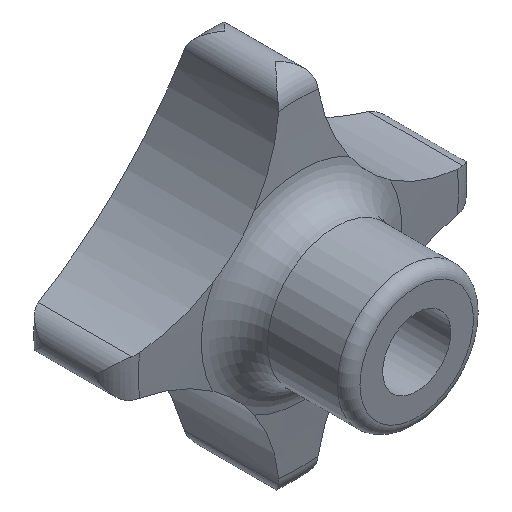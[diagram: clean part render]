
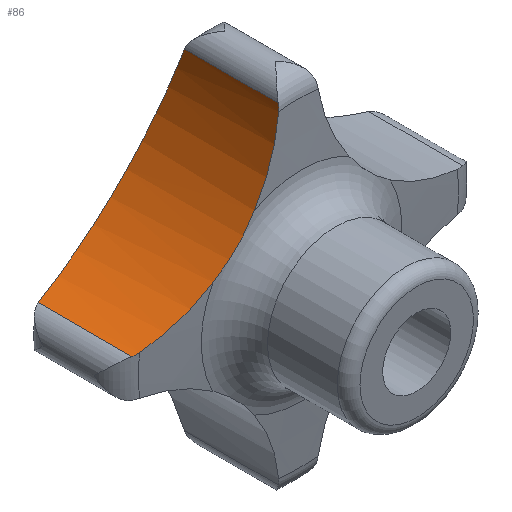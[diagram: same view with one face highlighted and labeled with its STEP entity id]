
A CAD part, isometric view. The second image highlights one B-rep face of the part: STEP entity #86.
In plain terms, the highlighted cylindrical face has radius 14.4 mm (diameter 28.8 mm), a partial arc.
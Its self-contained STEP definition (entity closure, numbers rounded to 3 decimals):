
#86 = ADVANCED_FACE( '', ( #176 ), #177, .F. );
#176 = FACE_OUTER_BOUND( '', #267, .T. );
#177 = CYLINDRICAL_SURFACE( '', #268, 14.4 );
#267 = EDGE_LOOP( '', ( #467, #468, #469, #470, #471, #472, #473, #474, #475, #476 ) );
#268 = AXIS2_PLACEMENT_3D( '', #477, #478, #479 );
#467 = ORIENTED_EDGE( '', *, *, #632, .T. );
#468 = ORIENTED_EDGE( '', *, *, #612, .F. );
#469 = ORIENTED_EDGE( '', *, *, #601, .T. );
#470 = ORIENTED_EDGE( '', *, *, #633, .T. );
#471 = ORIENTED_EDGE( '', *, *, #621, .T. );
#472 = ORIENTED_EDGE( '', *, *, #590, .F. );
#473 = ORIENTED_EDGE( '', *, *, #634, .F. );
#474 = ORIENTED_EDGE( '', *, *, #575, .F. );
#475 = ORIENTED_EDGE( '', *, *, #605, .F. );
#476 = ORIENTED_EDGE( '', *, *, #564, .F. );
#477 = CARTESIAN_POINT( '', ( -16., 22., 16. ) );
#478 = DIRECTION( '', ( 0., 1., 0. ) );
#479 = DIRECTION( '', ( 0., 0., -1. ) );
#564 = EDGE_CURVE( '', #678, #674, #680, .T. );
#575 = EDGE_CURVE( '', #698, #700, #701, .T. );
#590 = EDGE_CURVE( '', #724, #718, #726, .T. );
#601 = EDGE_CURVE( '', #742, #740, #743, .T. );
#605 = EDGE_CURVE( '', #674, #698, #748, .T. );
#612 = EDGE_CURVE( '', #742, #756, #757, .T. );
#621 = EDGE_CURVE( '', #769, #718, #770, .T. );
#632 = EDGE_CURVE( '', #678, #756, #783, .T. );
#633 = EDGE_CURVE( '', #740, #769, #784, .T. );
#634 = EDGE_CURVE( '', #700, #724, #785, .T. );
#674 = VERTEX_POINT( '', #902 );
#678 = VERTEX_POINT( '', #919 );
#680 = B_SPLINE_CURVE_WITH_KNOTS( '', 3, ( #934, #935, #936, #937 ), .UNSPECIFIED., .F., .F., ( 4, 4 ), ( 0., 0. ), .UNSPECIFIED. );
#698 = VERTEX_POINT( '', #1003 );
#700 = VERTEX_POINT( '', #1005 );
#701 = B_SPLINE_CURVE_WITH_KNOTS( '', 3, ( #1006, #1007, #1008, #1009 ), .UNSPECIFIED., .F., .F., ( 4, 4 ), ( 0.001, 0.001 ), .UNSPECIFIED. );
#718 = VERTEX_POINT( '', #1068 );
#724 = VERTEX_POINT( '', #1090 );
#726 = B_SPLINE_CURVE_WITH_KNOTS( '', 3, ( #1105, #1106, #1107, #1108 ), .UNSPECIFIED., .F., .F., ( 4, 4 ), ( 0., 0.001 ), .UNSPECIFIED. );
#740 = VERTEX_POINT( '', #1171 );
#742 = VERTEX_POINT( '', #1173 );
#743 = B_SPLINE_CURVE_WITH_KNOTS( '', 3, ( #1174, #1175, #1176, #1177, #1178, #1179, #1180, #1181 ), .UNSPECIFIED., .F., .F., ( 4, 2, 2, 4 ), ( 0., 0.003, 0.005, 0.007 ), .UNSPECIFIED. );
#748 = B_SPLINE_CURVE_WITH_KNOTS( '', 3, ( #1186, #1187, #1188, #1189, #1190, #1191, #1192, #1193, #1194, #1195, #1196, #1197, #1198, #1199, #1200, #1201, #1202, #1203, #1204, #1205, #1206, #1207, #1208, #1209, #1210, #1211 ), .UNSPECIFIED., .F., .F., ( 4, 2, 2, 2, 2, 2, 2, 2, 2, 2, 2, 2, 4 ), ( 0., 0.002, 0.004, 0.005, 0.007, 0.009, 0.01, 0.012, 0.014, 0.015, 0.017, 0.019, 0.02 ), .UNSPECIFIED. );
#756 = VERTEX_POINT( '', #1257 );
#757 = B_SPLINE_CURVE_WITH_KNOTS( '', 3, ( #1258, #1259, #1260, #1261 ), .UNSPECIFIED., .F., .F., ( 4, 4 ), ( 0., 0.001 ), .UNSPECIFIED. );
#769 = VERTEX_POINT( '', #1319 );
#770 = B_SPLINE_CURVE_WITH_KNOTS( '', 3, ( #1320, #1321, #1322, #1323, #1324, #1325, #1326, #1327 ), .UNSPECIFIED., .F., .F., ( 4, 2, 2, 4 ), ( 0., 0.003, 0.005, 0.007 ), .UNSPECIFIED. );
#783 = LINE( '', #1380, #1381 );
#784 = B_SPLINE_CURVE_WITH_KNOTS( '', 3, ( #1382, #1383, #1384, #1385, #1386, #1387, #1388, #1389, #1390, #1391 ), .UNSPECIFIED., .F., .F., ( 4, 2, 2, 2, 4 ), ( 0., 0.001, 0.003, 0.004, 0.005 ), .UNSPECIFIED. );
#785 = LINE( '', #1392, #1393 );
#902 = CARTESIAN_POINT( '', ( -14.486, 18.826, 1.68 ) );
#919 = CARTESIAN_POINT( '', ( -14.572, 18.798, 1.671 ) );
#934 = CARTESIAN_POINT( '', ( -14.572, 18.798, 1.671 ) );
#935 = CARTESIAN_POINT( '', ( -14.543, 18.808, 1.674 ) );
#936 = CARTESIAN_POINT( '', ( -14.515, 18.817, 1.677 ) );
#937 = CARTESIAN_POINT( '', ( -14.486, 18.826, 1.68 ) );
#1003 = CARTESIAN_POINT( '', ( -1.68, 18.826, 14.486 ) );
#1005 = CARTESIAN_POINT( '', ( -1.671, 18.798, 14.572 ) );
#1006 = CARTESIAN_POINT( '', ( -1.68, 18.826, 14.486 ) );
#1007 = CARTESIAN_POINT( '', ( -1.677, 18.817, 14.515 ) );
#1008 = CARTESIAN_POINT( '', ( -1.674, 18.808, 14.543 ) );
#1009 = CARTESIAN_POINT( '', ( -1.671, 18.798, 14.572 ) );
#1068 = CARTESIAN_POINT( '', ( -1.74, 10.425, 13.997 ) );
#1090 = CARTESIAN_POINT( '', ( -1.671, 10.537, 14.572 ) );
#1105 = CARTESIAN_POINT( '', ( -1.671, 10.537, 14.572 ) );
#1106 = CARTESIAN_POINT( '', ( -1.69, 10.472, 14.385 ) );
#1107 = CARTESIAN_POINT( '', ( -1.712, 10.435, 14.193 ) );
#1108 = CARTESIAN_POINT( '', ( -1.74, 10.425, 13.997 ) );
#1171 = CARTESIAN_POINT( '', ( -7.803, 10.149, 4.161 ) );
#1173 = CARTESIAN_POINT( '', ( -13.997, 10.425, 1.74 ) );
#1174 = CARTESIAN_POINT( '', ( -13.997, 10.425, 1.74 ) );
#1175 = CARTESIAN_POINT( '', ( -12.882, 10.368, 1.897 ) );
#1176 = CARTESIAN_POINT( '', ( -11.807, 10.314, 2.179 ) );
#1177 = CARTESIAN_POINT( '', ( -10.251, 10.242, 2.786 ) );
#1178 = CARTESIAN_POINT( '', ( -9.741, 10.22, 3.019 ) );
#1179 = CARTESIAN_POINT( '', ( -8.747, 10.18, 3.547 ) );
#1180 = CARTESIAN_POINT( '', ( -8.266, 10.163, 3.84 ) );
#1181 = CARTESIAN_POINT( '', ( -7.803, 10.149, 4.161 ) );
#1186 = CARTESIAN_POINT( '', ( -14.486, 18.826, 1.68 ) );
#1187 = CARTESIAN_POINT( '', ( -13.69, 19.064, 1.764 ) );
#1188 = CARTESIAN_POINT( '', ( -12.905, 19.275, 1.914 ) );
#1189 = CARTESIAN_POINT( '', ( -11.744, 19.551, 2.237 ) );
#1190 = CARTESIAN_POINT( '', ( -11.36, 19.637, 2.362 ) );
#1191 = CARTESIAN_POINT( '', ( -10.598, 19.794, 2.645 ) );
#1192 = CARTESIAN_POINT( '', ( -10.218, 19.866, 2.805 ) );
#1193 = CARTESIAN_POINT( '', ( -9.103, 20.058, 3.333 ) );
#1194 = CARTESIAN_POINT( '', ( -8.395, 20.155, 3.744 ) );
#1195 = CARTESIAN_POINT( '', ( -7.387, 20.252, 4.452 ) );
#1196 = CARTESIAN_POINT( '', ( -7.06, 20.277, 4.703 ) );
#1197 = CARTESIAN_POINT( '', ( -6.425, 20.31, 5.236 ) );
#1198 = CARTESIAN_POINT( '', ( -6.116, 20.318, 5.52 ) );
#1199 = CARTESIAN_POINT( '', ( -5.235, 20.319, 6.4 ) );
#1200 = CARTESIAN_POINT( '', ( -4.705, 20.286, 7.031 ) );
#1201 = CARTESIAN_POINT( '', ( -3.993, 20.189, 8.04 ) );
#1202 = CARTESIAN_POINT( '', ( -3.77, 20.149, 8.387 ) );
#1203 = CARTESIAN_POINT( '', ( -3.352, 20.052, 9.103 ) );
#1204 = CARTESIAN_POINT( '', ( -3.16, 19.995, 9.468 ) );
#1205 = CARTESIAN_POINT( '', ( -2.635, 19.804, 10.577 ) );
#1206 = CARTESIAN_POINT( '', ( -2.352, 19.648, 11.336 ) );
#1207 = CARTESIAN_POINT( '', ( -2.025, 19.371, 12.503 ) );
#1208 = CARTESIAN_POINT( '', ( -1.932, 19.271, 12.898 ) );
#1209 = CARTESIAN_POINT( '', ( -1.781, 19.058, 13.691 ) );
#1210 = CARTESIAN_POINT( '', ( -1.722, 18.945, 14.088 ) );
#1211 = CARTESIAN_POINT( '', ( -1.68, 18.826, 14.486 ) );
#1257 = CARTESIAN_POINT( '', ( -14.572, 10.537, 1.671 ) );
#1258 = CARTESIAN_POINT( '', ( -13.997, 10.425, 1.74 ) );
#1259 = CARTESIAN_POINT( '', ( -14.193, 10.435, 1.712 ) );
#1260 = CARTESIAN_POINT( '', ( -14.385, 10.472, 1.69 ) );
#1261 = CARTESIAN_POINT( '', ( -14.572, 10.537, 1.671 ) );
#1319 = CARTESIAN_POINT( '', ( -4.161, 10.149, 7.803 ) );
#1320 = CARTESIAN_POINT( '', ( -4.161, 10.149, 7.803 ) );
#1321 = CARTESIAN_POINT( '', ( -3.52, 10.176, 8.729 ) );
#1322 = CARTESIAN_POINT( '', ( -2.998, 10.217, 9.711 ) );
#1323 = CARTESIAN_POINT( '', ( -2.388, 10.289, 11.269 ) );
#1324 = CARTESIAN_POINT( '', ( -2.213, 10.315, 11.804 ) );
#1325 = CARTESIAN_POINT( '', ( -1.929, 10.369, 12.89 ) );
#1326 = CARTESIAN_POINT( '', ( -1.818, 10.396, 13.44 ) );
#1327 = CARTESIAN_POINT( '', ( -1.74, 10.425, 13.997 ) );
#1380 = CARTESIAN_POINT( '', ( -14.572, 22., 1.671 ) );
#1381 = VECTOR( '', #1457, 1000. );
#1382 = CARTESIAN_POINT( '', ( -7.803, 10.149, 4.161 ) );
#1383 = CARTESIAN_POINT( '', ( -7.446, 10.139, 4.408 ) );
#1384 = CARTESIAN_POINT( '', ( -7.102, 10.111, 4.67 ) );
#1385 = CARTESIAN_POINT( '', ( -6.441, 10.068, 5.221 ) );
#1386 = CARTESIAN_POINT( '', ( -6.125, 10.052, 5.511 ) );
#1387 = CARTESIAN_POINT( '', ( -5.517, 10.052, 6.118 ) );
#1388 = CARTESIAN_POINT( '', ( -5.227, 10.067, 6.436 ) );
#1389 = CARTESIAN_POINT( '', ( -4.672, 10.111, 7.099 ) );
#1390 = CARTESIAN_POINT( '', ( -4.408, 10.139, 7.445 ) );
#1391 = CARTESIAN_POINT( '', ( -4.161, 10.149, 7.803 ) );
#1392 = CARTESIAN_POINT( '', ( -1.671, 22., 14.572 ) );
#1393 = VECTOR( '', #1458, 1000. );
#1457 = DIRECTION( '', ( 0., -1., 0. ) );
#1458 = DIRECTION( '', ( 0., -1., 0. ) );
